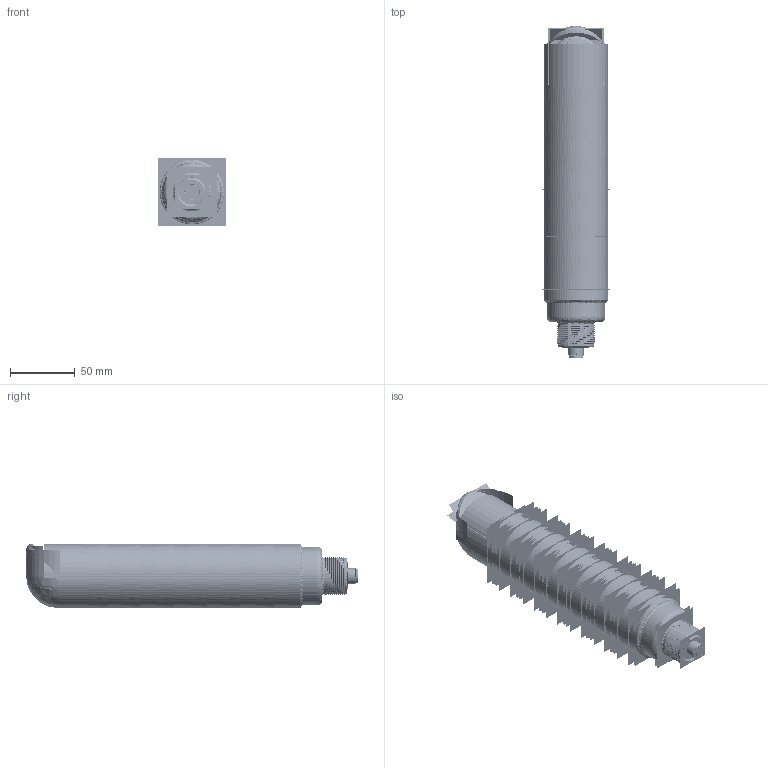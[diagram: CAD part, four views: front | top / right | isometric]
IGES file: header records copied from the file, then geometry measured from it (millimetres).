
Start section:  PTC IGES file: 205862.igs
Global section: file name: 205862.igs; native system: Creo Parametric by PTC Inc.; preprocessor: 2016260; author: pdmadmin; organization: Unknown; date: 20180427.134749; units: millimetre
Bounding box: 52.04 x 256.73 x 52 mm (x, y, z)
Volume: 159539.7 mm3; surface area: 1645136.2 mm2
Topology: 21 solids, 63 shells, 7962 faces, 45786 edges, 61010 vertices
Faces by surface type: bspline 4540, revolution 3372, extrusion 50
